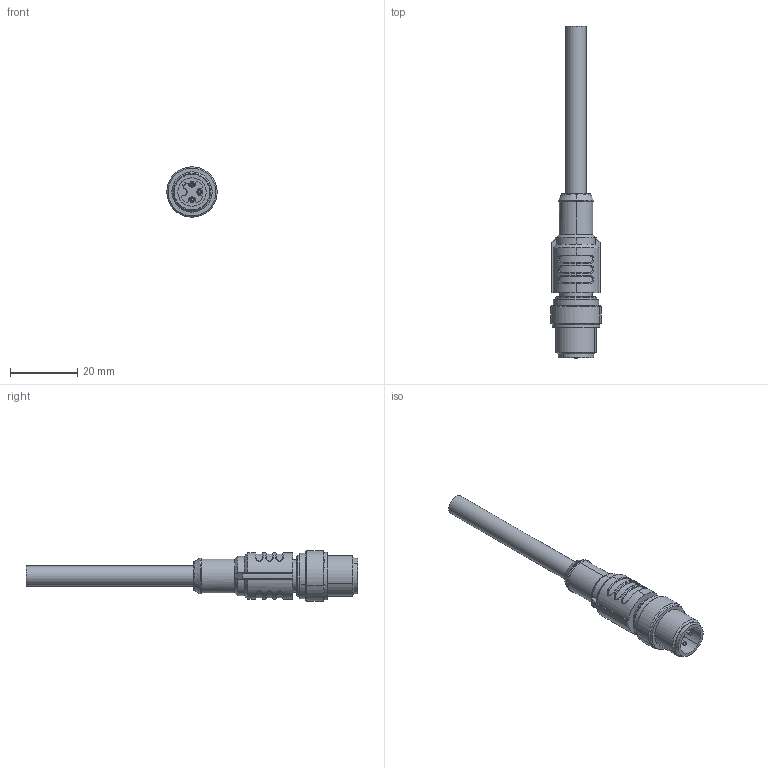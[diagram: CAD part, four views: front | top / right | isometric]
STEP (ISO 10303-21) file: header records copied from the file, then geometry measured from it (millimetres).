
FILE_DESCRIPTION(/* description */ (''),/* implementation_level */ '2;1');
FILE_NAME(/* name */ 'EZ3-M-P00.stp',/* time_stamp */ '2023-07-14T15:43:03+08:00',/* author */ (''),/* organization */ (''),/* preprocessor_version */ 'ST-DEVELOPER v16',/* originating_system */ 'SIEMENS PLM Software NX 10.0',/* authorisation */ '');
FILE_SCHEMA (('AP203_CONFIGURATION_CONTROLLED_3D_DESIGN_OF_MECHANICAL_PARTS_AND_ASSEMBLIES_MIM_LF { 1 0 10303 403 2 1 2}'));
Length unit declared in the file: millimetre
Products named in the file (1): dell2BBCCEF1rjf9
Bounding box: 14.98 x 98.9 x 14.98 mm (x, y, z)
Volume: 6833.2 mm3; surface area: 3683.3 mm2
Topology: 1 solids, 1 shells, 210 faces, 571 edges, 367 vertices
Faces by surface type: cylinder 92, plane 44, torus 31, cone 16, bspline 14, sphere 13
Full cylindrical faces by diameter (mm): 6 x1, 9.6 x1, 12.5 x1
Entity records: 9114 total; most frequent: CARTESIAN_POINT 3789, DIRECTION 1146, ORIENTED_EDGE 1106, EDGE_CURVE 553, AXIS2_PLACEMENT_3D 503, VERTEX_POINT 365, CIRCLE 304, EDGE_LOOP 230
